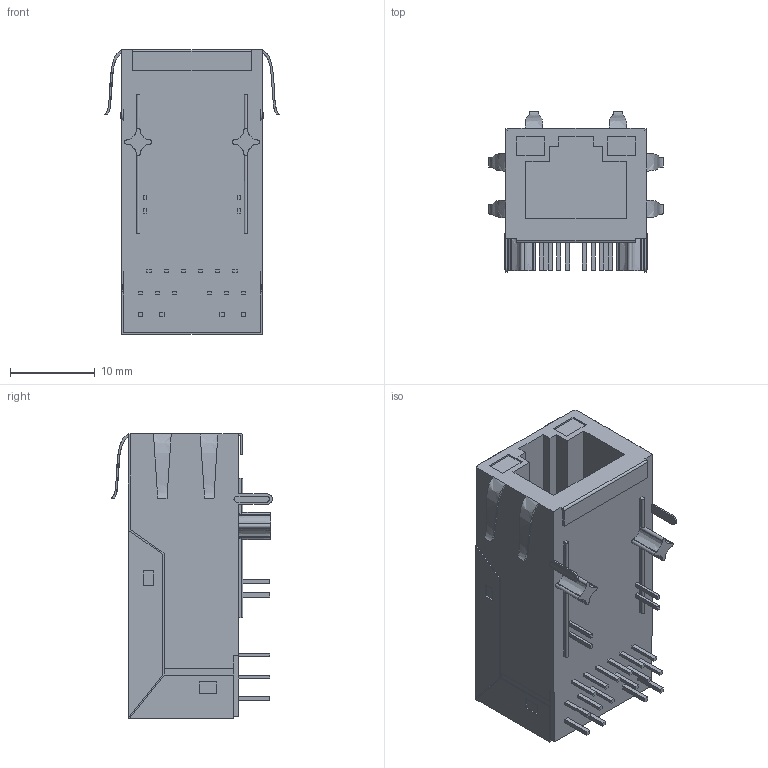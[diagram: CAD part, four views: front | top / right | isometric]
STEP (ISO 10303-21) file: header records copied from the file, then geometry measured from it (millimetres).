
FILE_DESCRIPTION((''),'2;1');
FILE_NAME('ARJ-139','2019-04-27T',('Administrator'),(''),'ABRACON LLC, 2013040','ABRACON LLC, 2013040','');
FILE_SCHEMA(('CONFIG_CONTROL_DESIGN'));
Length unit declared in the file: millimetre
Products named in the file (1): 56F-1417DYDZ2NL
Bounding box: 20.6 x 19 x 33.6 mm (x, y, z)
Volume: 6353.3 mm3; surface area: 3383.1 mm2
Topology: 1 solids, 1 shells, 297 faces, 774 edges, 510 vertices
Faces by surface type: plane 253, cylinder 24, extrusion 20
Entity records: 9996 total; most frequent: CARTESIAN_POINT 2695, ORIENTED_EDGE 1548, DIRECTION 1352, EDGE_CURVE 774, VECTOR 702, LINE 682, VERTEX_POINT 510, EDGE_LOOP 328
